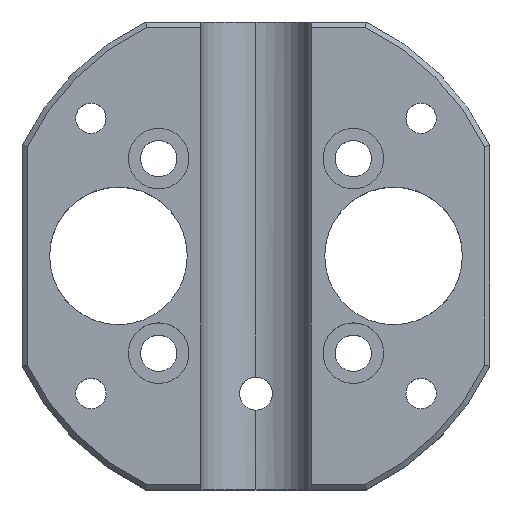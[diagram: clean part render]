
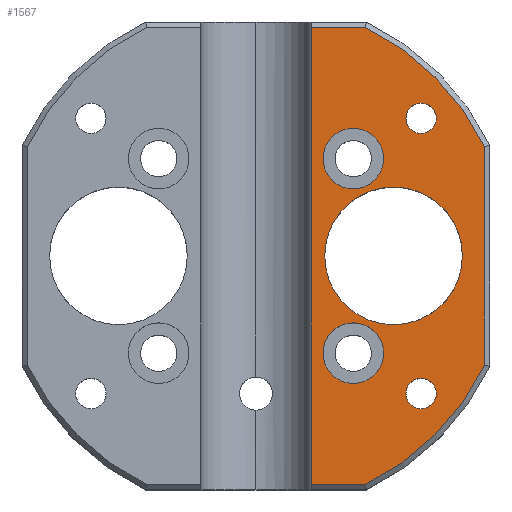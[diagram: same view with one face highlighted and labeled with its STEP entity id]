
A CAD part, top view. The second image highlights one B-rep face of the part: STEP entity #1567.
In plain terms, the highlighted planar face has unit normal (0, 0, 1).
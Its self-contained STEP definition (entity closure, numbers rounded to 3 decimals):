
#50 = ORIENTED_EDGE ( 'NONE', *, *, #2190, .F. ) ;
#63 = DIRECTION ( 'NONE',  ( 0., 1., 0. ) ) ;
#83 = CARTESIAN_POINT ( 'NONE',  ( 30., 25., 12. ) ) ;
#132 = CARTESIAN_POINT ( 'NONE',  ( 12.178, 17.678, 12. ) ) ;
#153 = DIRECTION ( 'NONE',  ( 0., 0., -1. ) ) ;
#167 = CARTESIAN_POINT ( 'NONE',  ( 17.678, -17.678, 12. ) ) ;
#189 = LINE ( 'NONE', #1205, #1116 ) ;
#192 = DIRECTION ( 'NONE',  ( 1., 0., 0. ) ) ;
#210 = PLANE ( 'NONE',  #1497 ) ;
#266 = EDGE_LOOP ( 'NONE', ( #2024, #2663 ) ) ;
#278 = DIRECTION ( 'NONE',  ( 1., 0., 0. ) ) ;
#292 = VERTEX_POINT ( 'NONE', #132 ) ;
#309 = LINE ( 'NONE', #2035, #691 ) ;
#340 = AXIS2_PLACEMENT_3D ( 'NONE', #870, #3086, #1327 ) ;
#380 = CARTESIAN_POINT ( 'NONE',  ( 20.069, -41.5, 12. ) ) ;
#405 = EDGE_CURVE ( 'NONE', #575, #432, #309, .T. ) ;
#422 = FACE_BOUND ( 'NONE', #1581, .T. ) ;
#432 = VERTEX_POINT ( 'NONE', #2374 ) ;
#440 = EDGE_CURVE ( 'NONE', #1636, #446, #952, .T. ) ;
#446 = VERTEX_POINT ( 'NONE', #1155 ) ;
#454 = FACE_OUTER_BOUND ( 'NONE', #2951, .T. ) ;
#461 = CIRCLE ( 'NONE', #927, 12.5 ) ;
#544 = DIRECTION ( 'NONE',  ( 0., 0., 1. ) ) ;
#561 = CARTESIAN_POINT ( 'NONE',  ( 37.5, 0., 12. ) ) ;
#575 = VERTEX_POINT ( 'NONE', #3064 ) ;
#596 = DIRECTION ( 'NONE',  ( 0., 0., 1. ) ) ;
#614 = AXIS2_PLACEMENT_3D ( 'NONE', #83, #2584, #1803 ) ;
#615 = CARTESIAN_POINT ( 'NONE',  ( 32.75, 25., 12. ) ) ;
#632 = EDGE_CURVE ( 'NONE', #1692, #292, #2398, .T. ) ;
#647 = VERTEX_POINT ( 'NONE', #561 ) ;
#651 = DIRECTION ( 'NONE',  ( 0., 0., 1. ) ) ;
#672 = EDGE_CURVE ( 'NONE', #2363, #2039, #2800, .T. ) ;
#678 = DIRECTION ( 'NONE',  ( 0., 0., 1. ) ) ;
#683 = DIRECTION ( 'NONE',  ( 1., 0., 0. ) ) ;
#691 = VECTOR ( 'NONE', #63, 1000. ) ;
#696 = FACE_BOUND ( 'NONE', #2891, .T. ) ;
#701 = CARTESIAN_POINT ( 'NONE',  ( 41.5, 19.843, 12. ) ) ;
#712 = VECTOR ( 'NONE', #2773, 1000. ) ;
#728 = EDGE_CURVE ( 'NONE', #2918, #432, #189, .T. ) ;
#761 = VERTEX_POINT ( 'NONE', #2871 ) ;
#792 = EDGE_CURVE ( 'NONE', #1197, #2918, #1316, .T. ) ;
#837 = DIRECTION ( 'NONE',  ( 1., 0., 0. ) ) ;
#857 = DIRECTION ( 'NONE',  ( 1., 0., 0. ) ) ;
#866 = CARTESIAN_POINT ( 'NONE',  ( 17.678, -17.678, 12. ) ) ;
#870 = CARTESIAN_POINT ( 'NONE',  ( 17.678, 17.678, 12. ) ) ;
#924 = VERTEX_POINT ( 'NONE', #2681 ) ;
#927 = AXIS2_PLACEMENT_3D ( 'NONE', #1659, #153, #1175 ) ;
#943 = EDGE_CURVE ( 'NONE', #575, #924, #1579, .T. ) ;
#952 = CIRCLE ( 'NONE', #1361, 5.5 ) ;
#994 = CARTESIAN_POINT ( 'NONE',  ( 41.5, 0., 12. ) ) ;
#1058 = EDGE_LOOP ( 'NONE', ( #1467, #2217 ) ) ;
#1068 = EDGE_CURVE ( 'NONE', #647, #1851, #2762, .T. ) ;
#1071 = DIRECTION ( 'NONE',  ( 0., 0., -1. ) ) ;
#1116 = VECTOR ( 'NONE', #2381, 1000. ) ;
#1155 = CARTESIAN_POINT ( 'NONE',  ( 23.178, -17.678, 12. ) ) ;
#1170 = EDGE_CURVE ( 'NONE', #1851, #647, #461, .T. ) ;
#1175 = DIRECTION ( 'NONE',  ( -1., 0., 0. ) ) ;
#1197 = VERTEX_POINT ( 'NONE', #701 ) ;
#1205 = CARTESIAN_POINT ( 'NONE',  ( 0., 41.5, 12. ) ) ;
#1230 = CIRCLE ( 'NONE', #1943, 5.5 ) ;
#1231 = CIRCLE ( 'NONE', #3135, 2.75 ) ;
#1307 = ORIENTED_EDGE ( 'NONE', *, *, #405, .F. ) ;
#1311 = DIRECTION ( 'NONE',  ( 0., 0., 1. ) ) ;
#1313 = DIRECTION ( 'NONE',  ( 1., 0., 0. ) ) ;
#1316 = CIRCLE ( 'NONE', #3119, 46. ) ;
#1327 = DIRECTION ( 'NONE',  ( 1., 0., 0. ) ) ;
#1351 = CARTESIAN_POINT ( 'NONE',  ( 12.5, 0., 12. ) ) ;
#1361 = AXIS2_PLACEMENT_3D ( 'NONE', #167, #651, #683 ) ;
#1408 = VERTEX_POINT ( 'NONE', #615 ) ;
#1410 = CARTESIAN_POINT ( 'NONE',  ( 12.178, -17.678, 12. ) ) ;
#1427 = FACE_BOUND ( 'NONE', #2047, .T. ) ;
#1451 = CIRCLE ( 'NONE', #2925, 2.75 ) ;
#1467 = ORIENTED_EDGE ( 'NONE', *, *, #632, .F. ) ;
#1497 = AXIS2_PLACEMENT_3D ( 'NONE', #2401, #1710, #192 ) ;
#1567 = ADVANCED_FACE ( 'NONE', ( #454, #1427, #696, #2416, #2446, #422 ), #210, .T. ) ;
#1569 = DIRECTION ( 'NONE',  ( 0., 0., 1. ) ) ;
#1577 = ORIENTED_EDGE ( 'NONE', *, *, #672, .F. ) ;
#1579 = LINE ( 'NONE', #380, #712 ) ;
#1581 = EDGE_LOOP ( 'NONE', ( #50, #2856 ) ) ;
#1636 = VERTEX_POINT ( 'NONE', #1410 ) ;
#1659 = CARTESIAN_POINT ( 'NONE',  ( 25., 0., 12. ) ) ;
#1684 = CARTESIAN_POINT ( 'NONE',  ( 32.75, -25., 12. ) ) ;
#1689 = DIRECTION ( 'NONE',  ( 1., 0., 0. ) ) ;
#1692 = VERTEX_POINT ( 'NONE', #1767 ) ;
#1710 = DIRECTION ( 'NONE',  ( 0., 0., 1. ) ) ;
#1720 = CARTESIAN_POINT ( 'NONE',  ( 30., -25., 12. ) ) ;
#1767 = CARTESIAN_POINT ( 'NONE',  ( 23.178, 17.678, 12. ) ) ;
#1779 = CARTESIAN_POINT ( 'NONE',  ( 27.25, -25., 12. ) ) ;
#1792 = DIRECTION ( 'NONE',  ( 1., 0., 0. ) ) ;
#1798 = CARTESIAN_POINT ( 'NONE',  ( 0., 0., 12. ) ) ;
#1803 = DIRECTION ( 'NONE',  ( 1., 0., 0. ) ) ;
#1851 = VERTEX_POINT ( 'NONE', #1351 ) ;
#1864 = EDGE_CURVE ( 'NONE', #924, #761, #2873, .T. ) ;
#1876 = DIRECTION ( 'NONE',  ( 0., 0., 1. ) ) ;
#1878 = ORIENTED_EDGE ( 'NONE', *, *, #943, .T. ) ;
#1893 = AXIS2_PLACEMENT_3D ( 'NONE', #3059, #1071, #3029 ) ;
#1939 = EDGE_CURVE ( 'NONE', #2947, #1408, #1451, .T. ) ;
#1943 = AXIS2_PLACEMENT_3D ( 'NONE', #2054, #3051, #857 ) ;
#1960 = CARTESIAN_POINT ( 'NONE',  ( 19.843, 41.5, 12. ) ) ;
#2014 = LINE ( 'NONE', #994, #2308 ) ;
#2024 = ORIENTED_EDGE ( 'NONE', *, *, #2639, .F. ) ;
#2035 = CARTESIAN_POINT ( 'NONE',  ( 10., 0., 12. ) ) ;
#2039 = VERTEX_POINT ( 'NONE', #1779 ) ;
#2047 = EDGE_LOOP ( 'NONE', ( #2589, #3116 ) ) ;
#2054 = CARTESIAN_POINT ( 'NONE',  ( 17.678, 17.678, 12. ) ) ;
#2082 = AXIS2_PLACEMENT_3D ( 'NONE', #3016, #1311, #837 ) ;
#2096 = ORIENTED_EDGE ( 'NONE', *, *, #792, .T. ) ;
#2099 = EDGE_CURVE ( 'NONE', #2039, #2363, #1231, .T. ) ;
#2113 = EDGE_CURVE ( 'NONE', #761, #1197, #2014, .T. ) ;
#2119 = CARTESIAN_POINT ( 'NONE',  ( 30., 25., 12. ) ) ;
#2156 = AXIS2_PLACEMENT_3D ( 'NONE', #1798, #596, #1313 ) ;
#2190 = EDGE_CURVE ( 'NONE', #446, #1636, #3073, .T. ) ;
#2217 = ORIENTED_EDGE ( 'NONE', *, *, #3067, .F. ) ;
#2308 = VECTOR ( 'NONE', #2458, 1000. ) ;
#2363 = VERTEX_POINT ( 'NONE', #1684 ) ;
#2374 = CARTESIAN_POINT ( 'NONE',  ( 10., 41.5, 12. ) ) ;
#2381 = DIRECTION ( 'NONE',  ( -1., 0., 0. ) ) ;
#2395 = CARTESIAN_POINT ( 'NONE',  ( 0., 0., 12. ) ) ;
#2398 = CIRCLE ( 'NONE', #340, 5.5 ) ;
#2401 = CARTESIAN_POINT ( 'NONE',  ( 0., 0., 12. ) ) ;
#2416 = FACE_BOUND ( 'NONE', #266, .T. ) ;
#2446 = FACE_BOUND ( 'NONE', #1058, .T. ) ;
#2456 = ORIENTED_EDGE ( 'NONE', *, *, #2099, .F. ) ;
#2458 = DIRECTION ( 'NONE',  ( 0., 1., 0. ) ) ;
#2584 = DIRECTION ( 'NONE',  ( 0., 0., 1. ) ) ;
#2589 = ORIENTED_EDGE ( 'NONE', *, *, #1170, .T. ) ;
#2639 = EDGE_CURVE ( 'NONE', #1408, #2947, #3075, .T. ) ;
#2663 = ORIENTED_EDGE ( 'NONE', *, *, #1939, .F. ) ;
#2681 = CARTESIAN_POINT ( 'NONE',  ( 19.843, -41.5, 12. ) ) ;
#2698 = CARTESIAN_POINT ( 'NONE',  ( 27.25, 25., 12. ) ) ;
#2762 = CIRCLE ( 'NONE', #1893, 12.5 ) ;
#2771 = AXIS2_PLACEMENT_3D ( 'NONE', #866, #1569, #1792 ) ;
#2773 = DIRECTION ( 'NONE',  ( 1., 0., 0. ) ) ;
#2777 = ORIENTED_EDGE ( 'NONE', *, *, #2113, .T. ) ;
#2800 = CIRCLE ( 'NONE', #2082, 2.75 ) ;
#2856 = ORIENTED_EDGE ( 'NONE', *, *, #440, .F. ) ;
#2871 = CARTESIAN_POINT ( 'NONE',  ( 41.5, -19.843, 12. ) ) ;
#2873 = CIRCLE ( 'NONE', #2156, 46. ) ;
#2891 = EDGE_LOOP ( 'NONE', ( #1577, #2456 ) ) ;
#2918 = VERTEX_POINT ( 'NONE', #1960 ) ;
#2925 = AXIS2_PLACEMENT_3D ( 'NONE', #2119, #678, #1689 ) ;
#2947 = VERTEX_POINT ( 'NONE', #2698 ) ;
#2951 = EDGE_LOOP ( 'NONE', ( #1307, #1878, #3154, #2777, #2096, #3044 ) ) ;
#3016 = CARTESIAN_POINT ( 'NONE',  ( 30., -25., 12. ) ) ;
#3029 = DIRECTION ( 'NONE',  ( -1., 0., 0. ) ) ;
#3044 = ORIENTED_EDGE ( 'NONE', *, *, #728, .T. ) ;
#3051 = DIRECTION ( 'NONE',  ( 0., 0., 1. ) ) ;
#3059 = CARTESIAN_POINT ( 'NONE',  ( 25., 0., 12. ) ) ;
#3064 = CARTESIAN_POINT ( 'NONE',  ( 10., -41.5, 12. ) ) ;
#3067 = EDGE_CURVE ( 'NONE', #292, #1692, #1230, .T. ) ;
#3073 = CIRCLE ( 'NONE', #2771, 5.5 ) ;
#3075 = CIRCLE ( 'NONE', #614, 2.75 ) ;
#3086 = DIRECTION ( 'NONE',  ( 0., 0., 1. ) ) ;
#3116 = ORIENTED_EDGE ( 'NONE', *, *, #1068, .T. ) ;
#3119 = AXIS2_PLACEMENT_3D ( 'NONE', #2395, #1876, #3133 ) ;
#3133 = DIRECTION ( 'NONE',  ( 1., 0., 0. ) ) ;
#3135 = AXIS2_PLACEMENT_3D ( 'NONE', #1720, #544, #278 ) ;
#3154 = ORIENTED_EDGE ( 'NONE', *, *, #1864, .T. ) ;
